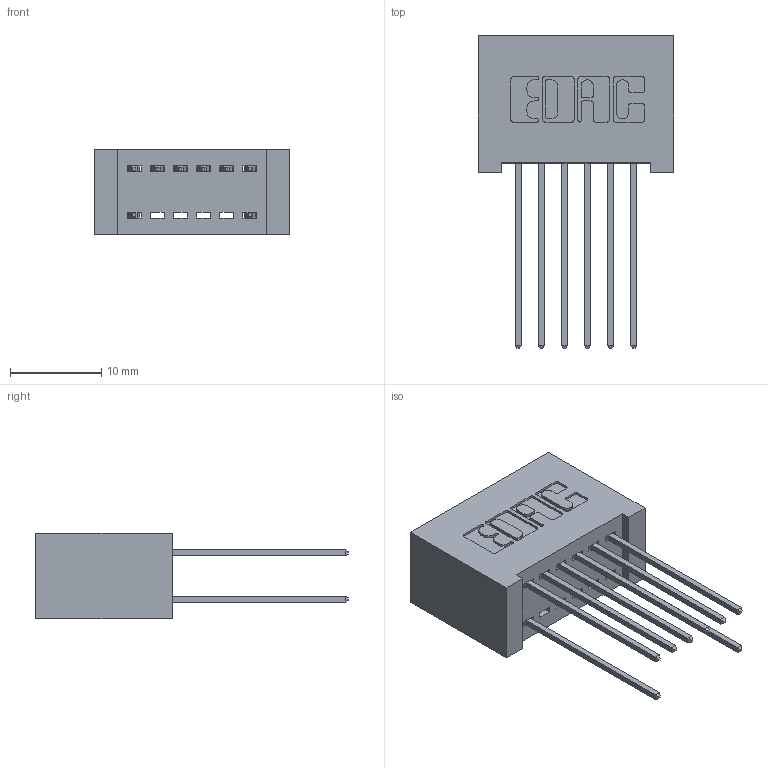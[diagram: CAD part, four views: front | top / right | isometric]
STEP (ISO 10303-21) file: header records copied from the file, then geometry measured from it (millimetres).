
FILE_DESCRIPTION (( 'STEP AP203' ), '1' );
FILE_NAME ('392-012-541-201.STEP', '2018-08-14T22:10:29', ( '' ), ( '' ), 'SwSTEP 2.0', 'SolidWorks 2016', '' );
FILE_SCHEMA (( 'CONFIG_CONTROL_DESIGN' ));
Length unit declared in the file: inch
Products named in the file (3): 342 Part_Lugless; 345-292-001_345-293-141; 392-012-541-201
Assembly tree (9 placements, depth 2):
  392-012-541-201
    342 Part_Lugless
    345-292-001_345-293-141  x8
Bounding box: 21.49 x 34.3 x 9.4 mm (x, y, z)
Volume: 2209.7 mm3; surface area: 3164.7 mm2
Topology: 9 solids, 9 shells, 542 faces, 1599 edges, 1054 vertices
Faces by surface type: plane 374, cylinder 168
Entity records: 7997 total; most frequent: CARTESIAN_POINT 1382, ORIENTED_EDGE 1322, DIRECTION 1233, EDGE_CURVE 661, VECTOR 541, LINE 541, VERTEX_POINT 438, AXIS2_PLACEMENT_3D 346
